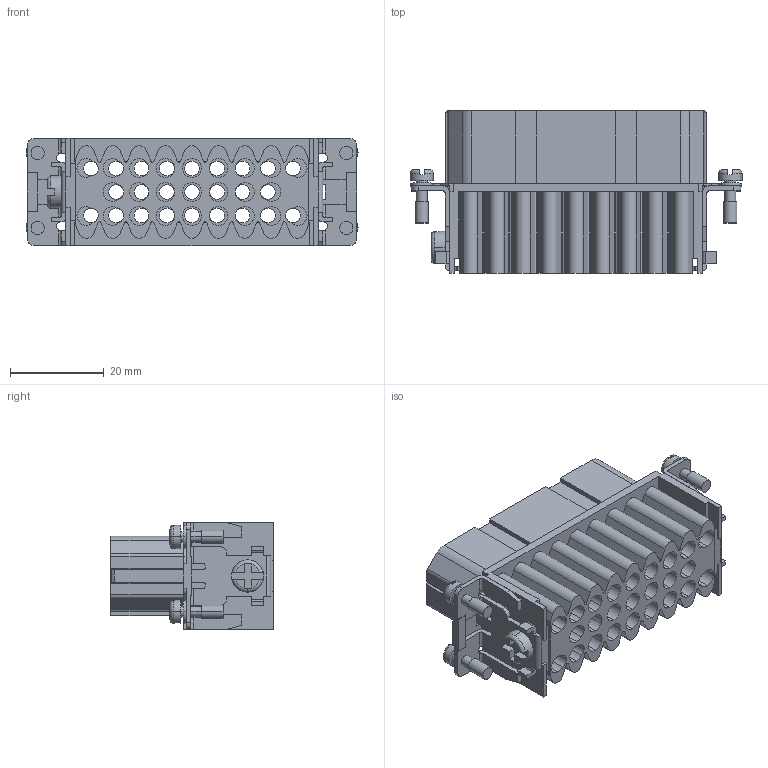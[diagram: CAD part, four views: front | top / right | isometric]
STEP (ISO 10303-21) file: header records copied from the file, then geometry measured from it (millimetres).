
FILE_DESCRIPTION (( 'STEP AP214' ), '1' );
FILE_NAME ('ZP-MC16A-1-FC025.step', '2015-08-12T18:20:14', ( '' ), ( '' ), 'SwSTEP 2.0', 'SolidWorks 2014', '' );
FILE_SCHEMA (( 'AUTOMOTIVE_DESIGN' ));
Length unit declared in the file: millimetre
Products named in the file (1): ZP-MC16A-1-FC025
Bounding box: 71 x 34.75 x 23 mm (x, y, z)
Volume: 23916.3 mm3; surface area: 21633.8 mm2
Topology: 2 solids, 2 shells, 725 faces, 2067 edges, 1367 vertices
Faces by surface type: plane 395, cylinder 315, torus 15
Entity records: 31275 total; most frequent: CARTESIAN_POINT 4566, DIRECTION 4165, ORIENTED_EDGE 4134, EDGE_CURVE 2067, AXIS2_PLACEMENT_3D 1448, VERTEX_POINT 1367, LINE 1269, VECTOR 1269
